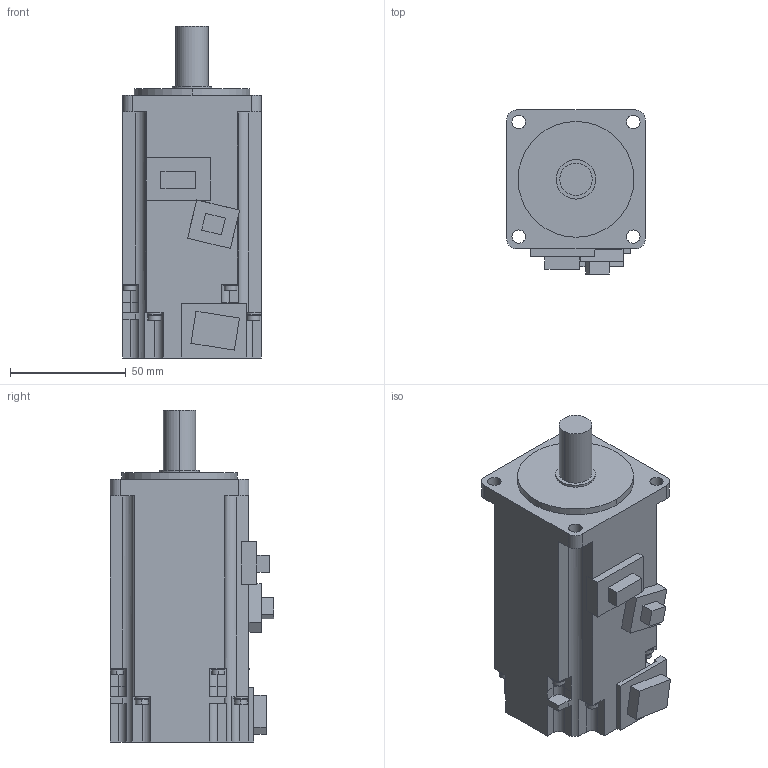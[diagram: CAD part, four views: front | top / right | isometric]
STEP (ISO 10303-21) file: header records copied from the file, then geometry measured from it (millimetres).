
FILE_DESCRIPTION((''),'2;1');
FILE_NAME('HG-MR23B_','2011-09-23T',('FJ93736'),(''),'PRO/ENGINEER BY PARAMETRIC TECHNOLOGY CORPORATION, 2009400','PRO/ENGINEER BY PARAMETRIC TECHNOLOGY CORPORATION, 2009400','');
FILE_SCHEMA(('CONFIG_CONTROL_DESIGN'));
Length unit declared in the file: millimetre
Products named in the file (1): HG-MR23B_
Bounding box: 60.07 x 70.83 x 143.4 mm (x, y, z)
Volume: 374989 mm3; surface area: 37720 mm2
Topology: 1 solids, 1 shells, 210 faces, 569 edges, 383 vertices
Faces by surface type: plane 119, cylinder 91
Entity records: 6777 total; most frequent: CARTESIAN_POINT 1203, DIRECTION 1194, ORIENTED_EDGE 1138, EDGE_CURVE 569, AXIS2_PLACEMENT_3D 419, VERTEX_POINT 383, VECTOR 356, LINE 356
